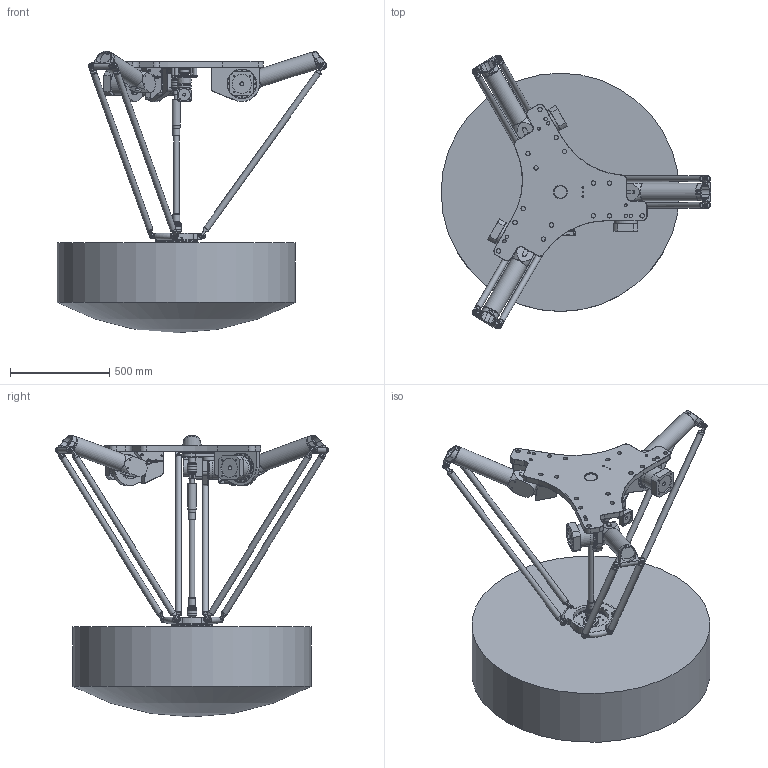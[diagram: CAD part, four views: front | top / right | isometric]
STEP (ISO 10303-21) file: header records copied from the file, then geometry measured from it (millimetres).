
FILE_DESCRIPTION(/* description */ (''),/* implementation_level */ '2;1');
FILE_NAME(/* name */ '3D-model_A_00833-T1.stp',/* time_stamp */ '2023-01-31T09:49:14+01:00',/* author */ ('michael.schutter'),/* organization */ ('Majatronic'),/* preprocessor_version */ 'ST-DEVELOPER v16.5',/* originating_system */ 'Autodesk Inventor 2017',/* authorisation */ '');
FILE_SCHEMA (('AUTOMOTIVE_DESIGN { 1 0 10303 214 3 1 1 }'));
Products named in the file (12): A_00833-T1_DUMMY; MT_BGR00018058MT_BGR; MT_WST00054336MT_WST; MT_WST00113103 Getriebe; MT_WST00055005MT_WST; MT_WST00055470MT_WST; MT_WST00050309MT_WST; MT_WST00055471MT_WST; MT_WST00054372MT_WST; MT_WST00054373MT_WST; MT_WST00057409MT_WST; MT_WST00054996MT_WST
Assembly tree (23 placements, depth 3):
  A_00833-T1_DUMMY
    MT_BGR00018058MT_BGR
      MT_WST00054336MT_WST
      MT_WST00113103 Getriebe
    MT_WST00055005MT_WST  x3
    MT_WST00050309MT_WST  x6
    MT_WST00055470MT_WST  x6
    MT_WST00055471MT_WST
    MT_WST00054372MT_WST
    MT_WST00054373MT_WST
    MT_WST00057409MT_WST
    MT_WST00054996MT_WST
Bounding box: 1358.1 x 1379.04 x 1417.78 mm (x, y, z)
Volume: 460732785 mm3; surface area: 6365206.9 mm2
Topology: 22 solids, 26 shells, 3346 faces, 7790 edges, 4894 vertices
Faces by surface type: plane 1442, cylinder 978, bspline 535, cone 236, torus 128, sphere 27
Full cylindrical faces by diameter (mm): 4 x2, 4.134 x10, 4.917 x15, 5.5 x6, 6.647 x13, 7 x6, 8 x77, 8.376 x6, 8.5 x48, 9.6 x3, 10 x1, 12 x22, 14 x1, 14.5 x1, 15 x1, 15.4 x1, 16 x14, 17.294 x6, 18 x48, 19 x3, 19.7 x1, 20 x4, 22 x15, 23 x1, 23.9 x1, 24 x1, 25 x2, 28 x1, 28.4 x1, 29.98 x12
Entity records: 94814 total; most frequent: CARTESIAN_POINT 46230, DIRECTION 9781, ORIENTED_EDGE 9118, EDGE_CURVE 4558, AXIS2_PLACEMENT_3D 3734, VERTEX_POINT 3137, EDGE_LOOP 3009, LINE 2313
